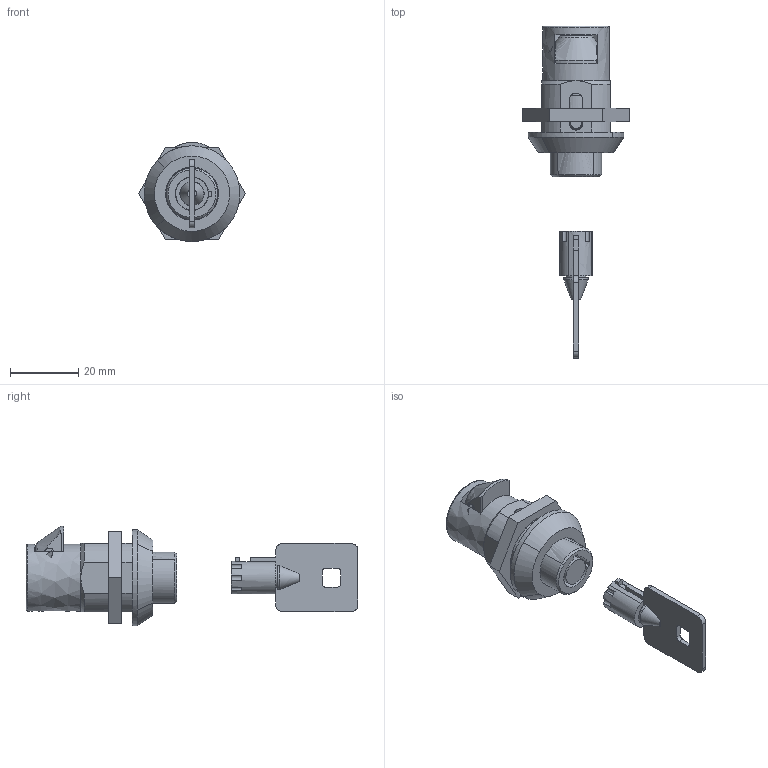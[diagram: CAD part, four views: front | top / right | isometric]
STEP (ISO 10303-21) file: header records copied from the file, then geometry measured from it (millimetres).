
FILE_DESCRIPTION((''),'2;1');
FILE_NAME('','2006-11-15T13:56:21',(''),(''),'','CADfix','');
FILE_SCHEMA(('AUTOMOTIVE_DESIGN'));
Length unit declared in the file: millimetre
Products named in the file (5): key; nut; lock; housing; TEA_1000_U751_7088_36
Assembly tree (4 placements, depth 2):
  TEA_1000_U751_7088_36
    key
    nut
    lock
    housing
Bounding box: 31.18 x 97 x 28.99 mm (x, y, z)
Volume: 14377.6 mm3; surface area: 11376.8 mm2
Topology: 4 solids, 4 shells, 178 faces, 599 edges, 437 vertices
Faces by surface type: bspline 178
Entity records: 8433 total; most frequent: CARTESIAN_POINT 4788, ORIENTED_EDGE 1198, EDGE_CURVE 599, VERTEX_POINT 437, B_SPLINE_CURVE_WITH_KNOTS 333, QUASI_UNIFORM_CURVE 265, EDGE_LOOP 200, FACE_OUTER_BOUND 178
